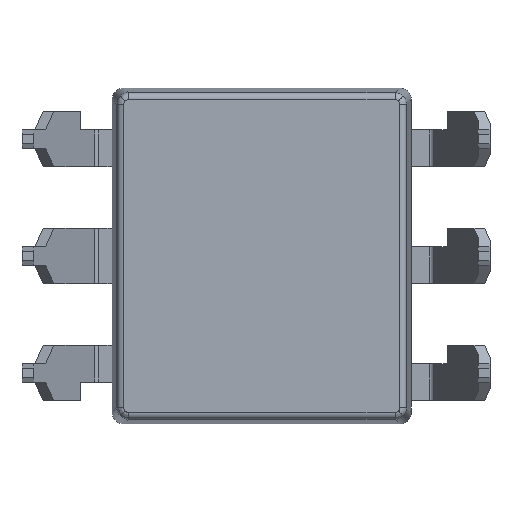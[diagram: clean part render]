
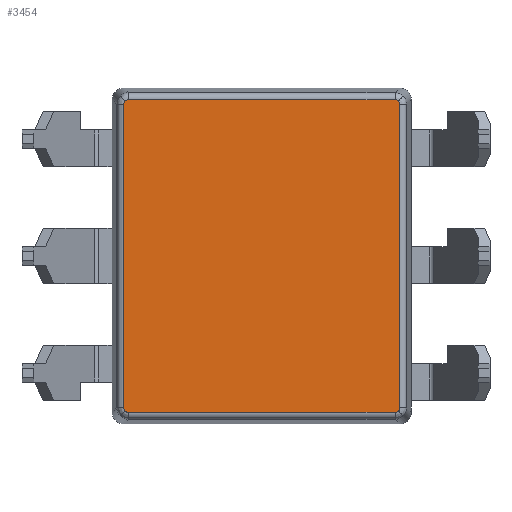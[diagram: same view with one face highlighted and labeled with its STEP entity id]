
A CAD part, front view. The second image highlights one B-rep face of the part: STEP entity #3454.
In plain terms, the highlighted planar face has unit normal (0, -1, 0).
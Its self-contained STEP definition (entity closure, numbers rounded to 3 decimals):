
#61=LINE('',#4991,#466);
#62=LINE('',#4994,#467);
#63=LINE('',#4997,#468);
#64=LINE('',#5000,#469);
#466=VECTOR('',#3964,5.797);
#467=VECTOR('',#3967,6.597);
#468=VECTOR('',#3970,5.797);
#469=VECTOR('',#3973,6.597);
#871=PLANE('',#3659);
#1004=FACE_OUTER_BOUND('',#1189,.T.);
#1189=EDGE_LOOP('',(#2351,#2352,#2353,#2354,#2355,#2356,#2357,#2358,#2359,
#2360,#2361,#2362));
#1433=ELLIPSE('',#3637,0.093,0.085);
#1435=ELLIPSE('',#3641,0.093,0.085);
#1439=ELLIPSE('',#3649,0.093,0.085);
#1443=ELLIPSE('',#3657,0.093,0.085);
#1444=ELLIPSE('',#3660,0.093,0.085);
#1445=ELLIPSE('',#3661,0.093,0.085);
#1446=ELLIPSE('',#3662,0.093,0.085);
#1447=ELLIPSE('',#3663,0.093,0.085);
#1478=VERTEX_POINT('',#4883);
#1479=VERTEX_POINT('',#4885);
#1482=VERTEX_POINT('',#4903);
#1483=VERTEX_POINT('',#4905);
#1490=VERTEX_POINT('',#4943);
#1491=VERTEX_POINT('',#4945);
#1498=VERTEX_POINT('',#4983);
#1499=VERTEX_POINT('',#4985);
#1500=VERTEX_POINT('',#4989);
#1501=VERTEX_POINT('',#4992);
#1502=VERTEX_POINT('',#4995);
#1503=VERTEX_POINT('',#4998);
#1812=EDGE_CURVE('',#1478,#1479,#1433,.T.);
#1816=EDGE_CURVE('',#1482,#1483,#1435,.T.);
#1824=EDGE_CURVE('',#1490,#1491,#1439,.T.);
#1832=EDGE_CURVE('',#1498,#1499,#1443,.T.);
#1834=EDGE_CURVE('',#1500,#1478,#1444,.T.);
#1835=EDGE_CURVE('',#1500,#1491,#61,.T.);
#1836=EDGE_CURVE('',#1501,#1490,#1445,.T.);
#1837=EDGE_CURVE('',#1501,#1499,#62,.T.);
#1838=EDGE_CURVE('',#1502,#1498,#1446,.T.);
#1839=EDGE_CURVE('',#1502,#1483,#63,.T.);
#1840=EDGE_CURVE('',#1503,#1482,#1447,.T.);
#1841=EDGE_CURVE('',#1503,#1479,#64,.T.);
#2351=ORIENTED_EDGE('',*,*,#1834,.F.);
#2352=ORIENTED_EDGE('',*,*,#1835,.T.);
#2353=ORIENTED_EDGE('',*,*,#1824,.F.);
#2354=ORIENTED_EDGE('',*,*,#1836,.F.);
#2355=ORIENTED_EDGE('',*,*,#1837,.T.);
#2356=ORIENTED_EDGE('',*,*,#1832,.F.);
#2357=ORIENTED_EDGE('',*,*,#1838,.F.);
#2358=ORIENTED_EDGE('',*,*,#1839,.T.);
#2359=ORIENTED_EDGE('',*,*,#1816,.F.);
#2360=ORIENTED_EDGE('',*,*,#1840,.F.);
#2361=ORIENTED_EDGE('',*,*,#1841,.T.);
#2362=ORIENTED_EDGE('',*,*,#1812,.F.);
#3454=ADVANCED_FACE('',(#1004),#871,.T.);
#3637=AXIS2_PLACEMENT_3D('',#4886,#3916,#3917);
#3641=AXIS2_PLACEMENT_3D('',#4906,#3924,#3925);
#3649=AXIS2_PLACEMENT_3D('',#4946,#3940,#3941);
#3657=AXIS2_PLACEMENT_3D('',#4986,#3956,#3957);
#3659=AXIS2_PLACEMENT_3D('',#4988,#3960,#3961);
#3660=AXIS2_PLACEMENT_3D('',#4990,#3962,#3963);
#3661=AXIS2_PLACEMENT_3D('',#4993,#3965,#3966);
#3662=AXIS2_PLACEMENT_3D('',#4996,#3968,#3969);
#3663=AXIS2_PLACEMENT_3D('',#4999,#3971,#3972);
#3916=DIRECTION('center_axis',(0.,1.,0.));
#3917=DIRECTION('ref_axis',(-0.365,0.,0.931));
#3924=DIRECTION('center_axis',(0.,1.,0.));
#3925=DIRECTION('ref_axis',(0.931,0.,0.365));
#3940=DIRECTION('center_axis',(0.,1.,0.));
#3941=DIRECTION('ref_axis',(0.931,0.,0.365));
#3956=DIRECTION('center_axis',(0.,1.,0.));
#3957=DIRECTION('ref_axis',(-0.365,0.,0.931));
#3960=DIRECTION('center_axis',(0.,-1.,0.));
#3961=DIRECTION('ref_axis',(0.,0.,-1.));
#3962=DIRECTION('center_axis',(0.,1.,0.));
#3963=DIRECTION('ref_axis',(0.931,0.,-0.365));
#3964=DIRECTION('',(-1.,0.,0.));
#3965=DIRECTION('center_axis',(0.,1.,0.));
#3966=DIRECTION('ref_axis',(0.365,0.,0.931));
#3967=DIRECTION('',(0.,0.,-1.));
#3968=DIRECTION('center_axis',(0.,1.,0.));
#3969=DIRECTION('ref_axis',(0.931,0.,-0.365));
#3970=DIRECTION('',(1.,0.,0.));
#3971=DIRECTION('center_axis',(0.,1.,0.));
#3972=DIRECTION('ref_axis',(0.365,0.,0.931));
#3973=DIRECTION('',(0.,0.,1.));
#4883=CARTESIAN_POINT('',(2.969,-1.725,3.369));
#4885=CARTESIAN_POINT('',(2.998,-1.725,3.298));
#4886=CARTESIAN_POINT('Origin',(2.912,-1.725,3.304));
#4903=CARTESIAN_POINT('',(2.969,-1.725,-3.369));
#4905=CARTESIAN_POINT('',(2.898,-1.725,-3.398));
#4906=CARTESIAN_POINT('Origin',(2.904,-1.725,-3.312));
#4943=CARTESIAN_POINT('',(-2.969,-1.725,3.369));
#4945=CARTESIAN_POINT('',(-2.898,-1.725,3.398));
#4946=CARTESIAN_POINT('Origin',(-2.904,-1.725,3.312));
#4983=CARTESIAN_POINT('',(-2.969,-1.725,-3.369));
#4985=CARTESIAN_POINT('',(-2.998,-1.725,-3.298));
#4986=CARTESIAN_POINT('Origin',(-2.912,-1.725,-3.304));
#4988=CARTESIAN_POINT('Origin',(0.,-1.725,0.));
#4989=CARTESIAN_POINT('',(2.898,-1.725,3.398));
#4990=CARTESIAN_POINT('Origin',(2.904,-1.725,3.312));
#4991=CARTESIAN_POINT('',(-3.138,-1.725,3.398));
#4992=CARTESIAN_POINT('',(-2.998,-1.725,3.298));
#4993=CARTESIAN_POINT('Origin',(-2.912,-1.725,3.304));
#4994=CARTESIAN_POINT('',(-2.998,-1.725,-3.538));
#4995=CARTESIAN_POINT('',(-2.898,-1.725,-3.398));
#4996=CARTESIAN_POINT('Origin',(-2.904,-1.725,-3.312));
#4997=CARTESIAN_POINT('',(3.138,-1.725,-3.398));
#4998=CARTESIAN_POINT('',(2.998,-1.725,-3.298));
#4999=CARTESIAN_POINT('Origin',(2.912,-1.725,-3.304));
#5000=CARTESIAN_POINT('',(2.998,-1.725,3.538));
